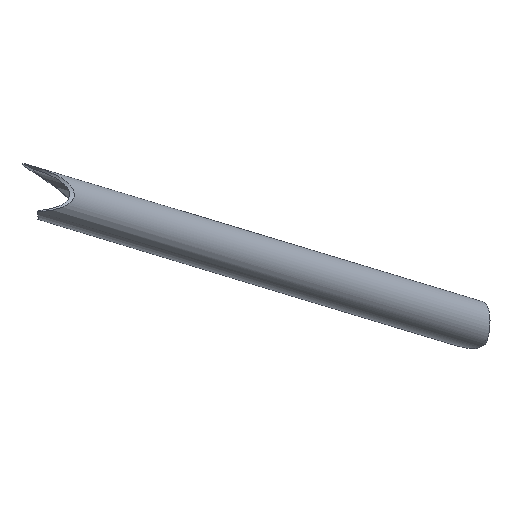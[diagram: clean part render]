
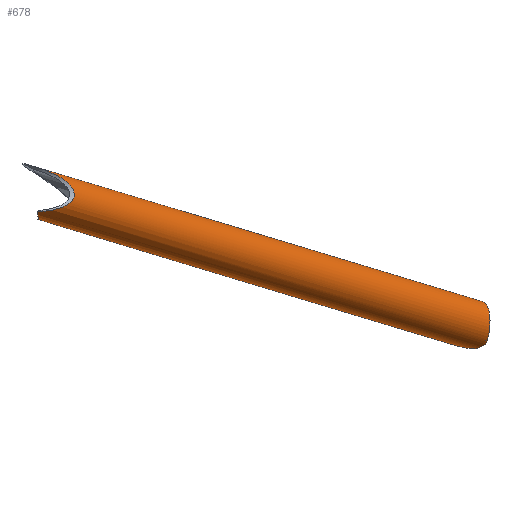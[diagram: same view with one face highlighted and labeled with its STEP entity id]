
A CAD part, top view. The second image highlights one B-rep face of the part: STEP entity #678.
In plain terms, the highlighted cylindrical face has radius 12.5 mm (diameter 25 mm), a partial arc.
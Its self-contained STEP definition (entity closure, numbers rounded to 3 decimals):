
#180=CARTESIAN_POINT('Vertex',(-572.456,-185.317,453.931)) ;
#184=CARTESIAN_POINT('Control Point',(-577.07,-183.729,463.953)) ;
#185=CARTESIAN_POINT('Control Point',(-575.563,-184.321,460.608)) ;
#186=CARTESIAN_POINT('Control Point',(-574.013,-184.851,457.272)) ;
#187=CARTESIAN_POINT('Control Point',(-572.456,-185.317,453.931)) ;
#188=CARTESIAN_POINT('Vertex',(-577.07,-183.729,463.953)) ;
#286=CARTESIAN_POINT('Vertex',(-578.662,-157.366,472.155)) ;
#289=CARTESIAN_POINT('Line Origine',(-468.53,-190.308,322.041)) ;
#293=CARTESIAN_POINT('Vertex',(-353.648,-224.672,165.449)) ;
#345=CARTESIAN_POINT('Vertex',(-366.145,-247.029,172.718)) ;
#348=CARTESIAN_POINT('Line Origine',(-475.695,-214.26,322.041)) ;
#493=CARTESIAN_POINT('Vertex',(-351.55,-245.022,172.875)) ;
#497=CARTESIAN_POINT('Control Point',(-351.55,-245.022,172.875)) ;
#498=CARTESIAN_POINT('Control Point',(-351.983,-245.609,172.524)) ;
#499=CARTESIAN_POINT('Control Point',(-352.463,-246.151,172.157)) ;
#500=CARTESIAN_POINT('Control Point',(-352.996,-246.641,171.785)) ;
#501=CARTESIAN_POINT('Control Point',(-353.979,-247.333,171.219)) ;
#502=CARTESIAN_POINT('Control Point',(-355.144,-247.811,170.823)) ;
#503=CARTESIAN_POINT('Control Point',(-355.615,-247.959,170.706)) ;
#504=CARTESIAN_POINT('Control Point',(-356.526,-248.168,170.565)) ;
#505=CARTESIAN_POINT('Control Point',(-357.465,-248.268,170.553)) ;
#506=CARTESIAN_POINT('Control Point',(-357.903,-248.294,170.573)) ;
#507=CARTESIAN_POINT('Control Point',(-359.275,-248.321,170.699)) ;
#508=CARTESIAN_POINT('Control Point',(-360.624,-248.207,170.99)) ;
#509=CARTESIAN_POINT('Control Point',(-361.527,-248.087,171.228)) ;
#510=CARTESIAN_POINT('Control Point',(-363.003,-247.834,171.661)) ;
#511=CARTESIAN_POINT('Control Point',(-364.449,-247.498,172.136)) ;
#512=CARTESIAN_POINT('Control Point',(-365.018,-247.353,172.328)) ;
#513=CARTESIAN_POINT('Control Point',(-365.583,-247.196,172.522)) ;
#514=CARTESIAN_POINT('Control Point',(-366.145,-247.029,172.718)) ;
#517=CARTESIAN_POINT('Control Point',(-353.648,-224.672,165.449)) ;
#518=CARTESIAN_POINT('Control Point',(-353.081,-224.842,166.105)) ;
#519=CARTESIAN_POINT('Control Point',(-352.581,-225.085,166.799)) ;
#520=CARTESIAN_POINT('Control Point',(-352.125,-225.405,167.486)) ;
#521=CARTESIAN_POINT('Vertex',(-352.125,-225.405,167.486)) ;
#586=CARTESIAN_POINT('Control Point',(-352.125,-225.405,167.486)) ;
#587=CARTESIAN_POINT('Control Point',(-351.767,-225.775,168.877)) ;
#588=CARTESIAN_POINT('Control Point',(-351.407,-226.309,170.224)) ;
#589=CARTESIAN_POINT('Control Point',(-351.067,-227.016,171.504)) ;
#590=CARTESIAN_POINT('Control Point',(-350.515,-228.624,173.611)) ;
#591=CARTESIAN_POINT('Control Point',(-350.133,-230.776,175.186)) ;
#592=CARTESIAN_POINT('Control Point',(-350.006,-231.832,175.753)) ;
#593=CARTESIAN_POINT('Control Point',(-349.864,-233.929,176.51)) ;
#594=CARTESIAN_POINT('Control Point',(-349.903,-236.148,176.693)) ;
#595=CARTESIAN_POINT('Control Point',(-349.96,-237.177,176.652)) ;
#596=CARTESIAN_POINT('Control Point',(-350.18,-239.567,176.28)) ;
#597=CARTESIAN_POINT('Control Point',(-350.581,-241.78,175.333)) ;
#598=CARTESIAN_POINT('Control Point',(-350.862,-242.965,174.628)) ;
#599=CARTESIAN_POINT('Control Point',(-351.185,-244.047,173.8)) ;
#600=CARTESIAN_POINT('Control Point',(-351.55,-245.022,172.875)) ;
#609=CARTESIAN_POINT('Axis2P3D Location',(-472.113,-202.284,322.041)) ;
#615=CARTESIAN_POINT('Control Point',(-577.176,-180.127,476.247)) ;
#616=CARTESIAN_POINT('Control Point',(-575.549,-180.04,475.157)) ;
#617=CARTESIAN_POINT('Control Point',(-573.945,-179.906,474.034)) ;
#618=CARTESIAN_POINT('Control Point',(-572.361,-179.717,472.896)) ;
#619=CARTESIAN_POINT('Control Point',(-569.63,-179.277,470.884)) ;
#620=CARTESIAN_POINT('Control Point',(-566.979,-178.588,468.836)) ;
#621=CARTESIAN_POINT('Control Point',(-565.875,-178.243,467.963)) ;
#622=CARTESIAN_POINT('Control Point',(-563.944,-177.517,466.399)) ;
#623=CARTESIAN_POINT('Control Point',(-562.14,-176.51,464.843)) ;
#624=CARTESIAN_POINT('Control Point',(-561.392,-176.007,464.174)) ;
#625=CARTESIAN_POINT('Control Point',(-560.364,-175.15,463.207)) ;
#626=CARTESIAN_POINT('Control Point',(-559.557,-174.031,462.326)) ;
#627=CARTESIAN_POINT('Control Point',(-559.332,-173.654,462.063)) ;
#628=CARTESIAN_POINT('Control Point',(-559.007,-172.94,461.637)) ;
#629=CARTESIAN_POINT('Control Point',(-558.832,-172.138,461.294)) ;
#630=CARTESIAN_POINT('Control Point',(-558.789,-171.782,461.167)) ;
#631=CARTESIAN_POINT('Control Point',(-558.777,-171.072,460.967)) ;
#632=CARTESIAN_POINT('Control Point',(-558.896,-170.352,460.859)) ;
#633=CARTESIAN_POINT('Control Point',(-558.984,-170.007,460.829)) ;
#634=CARTESIAN_POINT('Control Point',(-559.301,-169.059,460.803)) ;
#635=CARTESIAN_POINT('Control Point',(-559.786,-168.183,460.919)) ;
#636=CARTESIAN_POINT('Control Point',(-560.147,-167.654,461.038)) ;
#637=CARTESIAN_POINT('Control Point',(-561.133,-166.402,461.418)) ;
#638=CARTESIAN_POINT('Control Point',(-562.264,-165.338,461.955)) ;
#639=CARTESIAN_POINT('Control Point',(-562.972,-164.747,462.314)) ;
#640=CARTESIAN_POINT('Control Point',(-564.907,-163.29,463.338)) ;
#641=CARTESIAN_POINT('Control Point',(-566.938,-162.086,464.508)) ;
#642=CARTESIAN_POINT('Control Point',(-568.206,-161.412,465.264)) ;
#643=CARTESIAN_POINT('Control Point',(-571.06,-160.037,467.013)) ;
#644=CARTESIAN_POINT('Control Point',(-573.944,-158.904,468.884)) ;
#645=CARTESIAN_POINT('Control Point',(-575.525,-158.342,469.941)) ;
#646=CARTESIAN_POINT('Control Point',(-577.103,-157.832,471.025)) ;
#647=CARTESIAN_POINT('Control Point',(-578.662,-157.366,472.155)) ;
#648=CARTESIAN_POINT('Vertex',(-577.176,-180.127,476.247)) ;
#652=CARTESIAN_POINT('Control Point',(-577.176,-180.127,476.247)) ;
#653=CARTESIAN_POINT('Control Point',(-577.169,-181.162,474.207)) ;
#654=CARTESIAN_POINT('Control Point',(-577.083,-181.987,472.061)) ;
#655=CARTESIAN_POINT('Control Point',(-577.011,-182.671,469.879)) ;
#656=CARTESIAN_POINT('Control Point',(-576.972,-183.207,467.644)) ;
#657=CARTESIAN_POINT('Control Point',(-577.023,-183.547,465.382)) ;
#658=CARTESIAN_POINT('Vertex',(-577.023,-183.547,465.382)) ;
#662=CARTESIAN_POINT('Control Point',(-577.07,-183.729,463.953)) ;
#663=CARTESIAN_POINT('Control Point',(-577.049,-183.679,464.43)) ;
#664=CARTESIAN_POINT('Control Point',(-577.033,-183.618,464.907)) ;
#665=CARTESIAN_POINT('Control Point',(-577.023,-183.547,465.382)) ;
#290=DIRECTION('Vector Direction',(-0.582,0.174,0.794)) ;
#349=DIRECTION('Vector Direction',(-0.582,0.174,0.794)) ;
#610=DIRECTION('Axis2P3D Direction',(-0.582,0.174,0.794)) ;
#611=DIRECTION('Axis2P3D XDirection',(-0.287,-0.958,0.)) ;
#612=AXIS2_PLACEMENT_3D('Cylinder Axis2P3D',#609,#610,#611) ;
#668=ORIENTED_EDGE('',*,*,#352,.F.) ;
#669=ORIENTED_EDGE('',*,*,#515,.F.) ;
#670=ORIENTED_EDGE('',*,*,#601,.F.) ;
#671=ORIENTED_EDGE('',*,*,#523,.F.) ;
#672=ORIENTED_EDGE('',*,*,#295,.T.) ;
#673=ORIENTED_EDGE('',*,*,#650,.F.) ;
#674=ORIENTED_EDGE('',*,*,#660,.T.) ;
#675=ORIENTED_EDGE('',*,*,#666,.F.) ;
#676=ORIENTED_EDGE('',*,*,#190,.T.) ;
#291=VECTOR('Line Direction',#290,1.) ;
#350=VECTOR('Line Direction',#349,1.) ;
#678=ADVANCED_FACE('Corps principal',(#677),#613,.T.) ;
#183=B_SPLINE_CURVE_WITH_KNOTS('',3,(#184,#185,#186,#187),.UNSPECIFIED.,.F.,.U.,(4,4),(17.529,33.295),.UNSPECIFIED.) ;
#496=B_SPLINE_CURVE_WITH_KNOTS('',5,(#497,#498,#499,#500,#501,#502,#503,#504,#505,#506,#507,#508,#509,#510,#511,#512,#513,#514),.UNSPECIFIED.,.F.,.U.,(6,3,3,3,3,6),(37.829,43.547,47.119,50.203,56.853,61.22),.UNSPECIFIED.) ;
#516=B_SPLINE_CURVE_WITH_KNOTS('',3,(#517,#518,#519,#520),.UNSPECIFIED.,.F.,.U.,(4,4),(0.,3.749),.UNSPECIFIED.) ;
#585=B_SPLINE_CURVE_WITH_KNOTS('',5,(#586,#587,#588,#589,#590,#591,#592,#593,#594,#595,#596,#597,#598,#599,#600),.UNSPECIFIED.,.F.,.U.,(6,3,3,3,6),(4.561,15.052,23.455,30.674,40.521),.UNSPECIFIED.) ;
#614=B_SPLINE_CURVE_WITH_KNOTS('',5,(#615,#616,#617,#618,#619,#620,#621,#622,#623,#624,#625,#626,#627,#628,#629,#630,#631,#632,#633,#634,#635,#636,#637,#638,#639,#640,#641,#642,#643,#644,#645,#646,#647),.UNSPECIFIED.,.F.,.U.,(6,3,3,3,3,3,3,3,3,3,6),(22.316,36.179,46.482,54.445,58.031,60.707,63.215,67.757,74.771,86.338,100.346),.UNSPECIFIED.) ;
#651=B_SPLINE_CURVE_WITH_KNOTS('',5,(#652,#653,#654,#655,#656,#657),.UNSPECIFIED.,.F.,.U.,(6,6),(17.954,34.131),.UNSPECIFIED.) ;
#661=B_SPLINE_CURVE_WITH_KNOTS('',3,(#662,#663,#664,#665),.UNSPECIFIED.,.F.,.U.,(4,4),(4.79,6.829),.UNSPECIFIED.) ;
#613=CYLINDRICAL_SURFACE('generated cylinder',#612,12.5) ;
#190=EDGE_CURVE('',#189,#181,#183,.T.) ;
#295=EDGE_CURVE('',#294,#287,#292,.T.) ;
#352=EDGE_CURVE('',#346,#181,#351,.T.) ;
#515=EDGE_CURVE('',#494,#346,#496,.T.) ;
#523=EDGE_CURVE('',#294,#522,#516,.T.) ;
#601=EDGE_CURVE('',#522,#494,#585,.T.) ;
#650=EDGE_CURVE('',#649,#287,#614,.T.) ;
#660=EDGE_CURVE('',#649,#659,#651,.T.) ;
#666=EDGE_CURVE('',#189,#659,#661,.T.) ;
#667=EDGE_LOOP('',(#668,#669,#670,#671,#672,#673,#674,#675,#676)) ;
#677=FACE_OUTER_BOUND('',#667,.T.) ;
#292=LINE('Line',#289,#291) ;
#351=LINE('Line',#348,#350) ;
#181=VERTEX_POINT('',#180) ;
#189=VERTEX_POINT('',#188) ;
#287=VERTEX_POINT('',#286) ;
#294=VERTEX_POINT('',#293) ;
#346=VERTEX_POINT('',#345) ;
#494=VERTEX_POINT('',#493) ;
#522=VERTEX_POINT('',#521) ;
#649=VERTEX_POINT('',#648) ;
#659=VERTEX_POINT('',#658) ;
